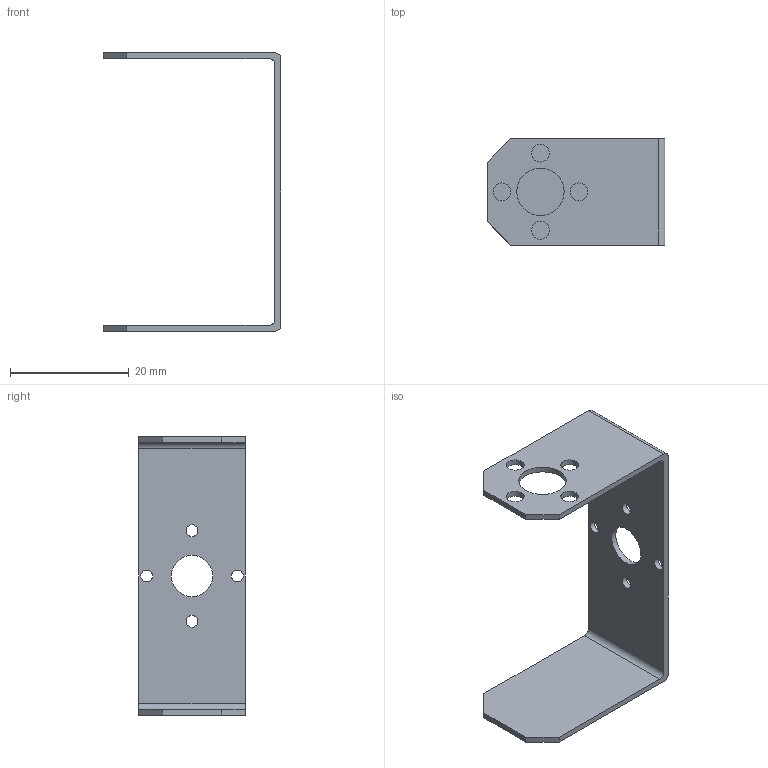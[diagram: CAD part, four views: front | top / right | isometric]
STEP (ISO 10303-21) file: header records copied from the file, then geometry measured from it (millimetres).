
FILE_DESCRIPTION(('STEP AP214'), '1');
FILE_NAME('kroshtein', '', ('UNSPECIFIED'), ('UNSPECIFIED'), 'C3D Converter', 'C3D Toolkit', '');
FILE_SCHEMA(('AUTOMOTIVE_DESIGN { 1 0 10303 214 3 1 1}'));
Length unit declared in the file: millimetre
Bounding box: 30 x 18 x 47 mm (x, y, z)
Volume: 1728.4 mm3; surface area: 3772.5 mm2
Topology: 1 solids, 1 shells, 28 faces, 78 edges, 52 vertices
Faces by surface type: plane 14, cylinder 14
Full cylindrical faces by diameter (mm): 2 x4, 3 x4, 7 x1, 8 x1
Entity records: 940 total; most frequent: DIRECTION 154, CARTESIAN_POINT 149, ORIENTED_EDGE 136, EDGE_CURVE 68, EDGE_LOOP 58, AXIS2_PLACEMENT_3D 57, VERTEX_POINT 52, LINE 40
